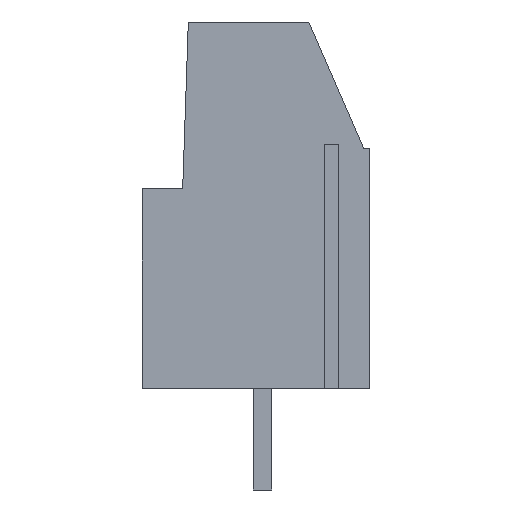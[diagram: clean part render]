
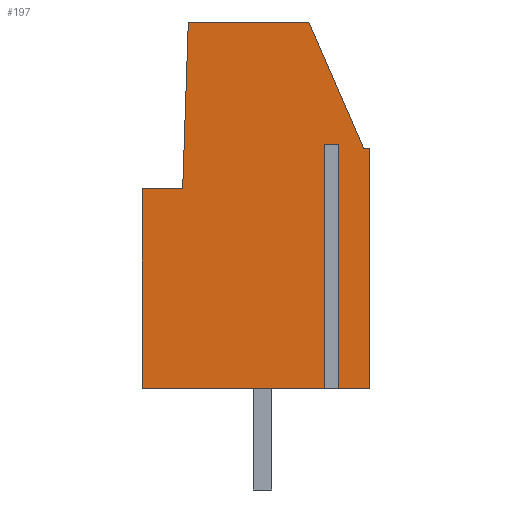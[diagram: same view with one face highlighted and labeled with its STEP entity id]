
A CAD part, left-side view. The second image highlights one B-rep face of the part: STEP entity #197.
In plain terms, the highlighted planar face has unit normal (-1, 0, 0).
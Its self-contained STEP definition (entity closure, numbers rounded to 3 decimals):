
#13=DIRECTION('',(0.,0.,1.));
#21=EDGE_CURVE('',#22,#24,#26,.T.);
#22=VERTEX_POINT('',#23);
#23=CARTESIAN_POINT('',(-2.54,-5.283,0.));
#24=VERTEX_POINT('',#25);
#25=CARTESIAN_POINT('',(-2.54,-3.562,0.));
#26=LINE('',#23,#27);
#27=VECTOR('',#28,1.);
#28=DIRECTION('',(0.,1.,0.));
#35=DIRECTION('',(1.,0.,0.));
#53=VECTOR('',#54,1.);
#54=DIRECTION('',(0.,-1.,0.));
#68=VERTEX_POINT('',#69);
#69=CARTESIAN_POINT('',(-2.54,5.917,0.));
#72=EDGE_CURVE('',#73,#68,#26,.T.);
#73=VERTEX_POINT('',#74);
#74=CARTESIAN_POINT('',(-2.54,-3.205,0.));
#197=ADVANCED_FACE('',(#198),#257,.F.);
#198=FACE_BOUND('',#199,.F.);
#199=EDGE_LOOP('',(#200,#209,#214,#220,#221,#227,#232,#235,#236,#241,#246,#253));
#200=ORIENTED_EDGE('',*,*,#201,.T.);
#201=EDGE_CURVE('',#202,#204,#206,.T.);
#202=VERTEX_POINT('',#203);
#203=CARTESIAN_POINT('',(-2.54,-2.283,18.));
#204=VERTEX_POINT('',#205);
#205=CARTESIAN_POINT('',(-2.54,-4.983,11.8));
#206=LINE('',#203,#207);
#207=VECTOR('',#208,1.);
#208=DIRECTION('',(0.,-0.399,-0.917));
#209=ORIENTED_EDGE('',*,*,#210,.T.);
#210=EDGE_CURVE('',#204,#211,#213,.T.);
#211=VERTEX_POINT('',#212);
#212=CARTESIAN_POINT('',(-2.54,-5.283,11.8));
#213=LINE('',#205,#53);
#214=ORIENTED_EDGE('',*,*,#215,.T.);
#215=EDGE_CURVE('',#211,#22,#216,.T.);
#216=LINE('',#217,#218);
#217=CARTESIAN_POINT('',(-2.54,-5.283,18.));
#218=VECTOR('',#219,1.);
#219=DIRECTION('',(0.,0.,-1.));
#220=ORIENTED_EDGE('',*,*,#21,.T.);
#221=ORIENTED_EDGE('',*,*,#222,.T.);
#222=EDGE_CURVE('',#24,#223,#225,.T.);
#223=VERTEX_POINT('',#224);
#224=CARTESIAN_POINT('',(-2.54,-3.562,12.));
#225=LINE('',#25,#226);
#226=VECTOR('',#13,1.);
#227=ORIENTED_EDGE('',*,*,#228,.T.);
#228=EDGE_CURVE('',#223,#229,#231,.T.);
#229=VERTEX_POINT('',#230);
#230=CARTESIAN_POINT('',(-2.54,-3.205,12.));
#231=LINE('',#224,#27);
#232=ORIENTED_EDGE('',*,*,#233,.F.);
#233=EDGE_CURVE('',#73,#229,#234,.T.);
#234=LINE('',#74,#226);
#235=ORIENTED_EDGE('',*,*,#72,.T.);
#236=ORIENTED_EDGE('',*,*,#237,.T.);
#237=EDGE_CURVE('',#68,#238,#240,.T.);
#238=VERTEX_POINT('',#239);
#239=CARTESIAN_POINT('',(-2.54,5.917,9.8));
#240=LINE('',#69,#226);
#241=ORIENTED_EDGE('',*,*,#242,.F.);
#242=EDGE_CURVE('',#243,#238,#245,.T.);
#243=VERTEX_POINT('',#244);
#244=CARTESIAN_POINT('',(-2.54,3.92,9.8));
#245=LINE('',#244,#27);
#246=ORIENTED_EDGE('',*,*,#247,.F.);
#247=EDGE_CURVE('',#248,#243,#250,.T.);
#248=VERTEX_POINT('',#249);
#249=CARTESIAN_POINT('',(-2.54,3.644,18.));
#250=LINE('',#249,#251);
#251=VECTOR('',#252,1.);
#252=DIRECTION('',(0.,0.034,-0.999));
#253=ORIENTED_EDGE('',*,*,#254,.T.);
#254=EDGE_CURVE('',#248,#202,#255,.T.);
#255=LINE('',#256,#53);
#256=CARTESIAN_POINT('',(-2.54,5.917,18.));
#257=PLANE('',#258);
#258=AXIS2_PLACEMENT_3D('',#259,#35,#260);
#259=CARTESIAN_POINT('',(-2.54,0.317,9.));
#260=DIRECTION('',(-0.,0.,1.));
